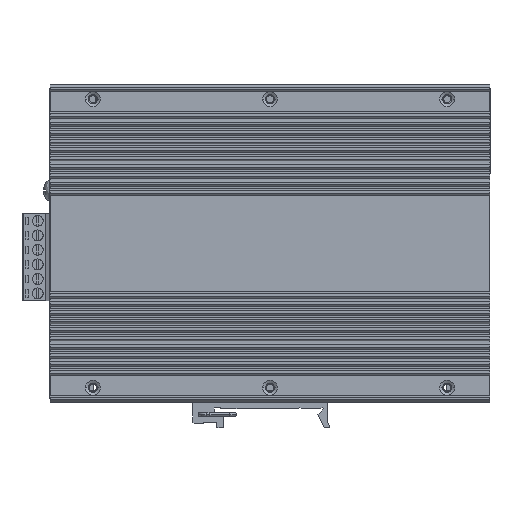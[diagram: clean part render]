
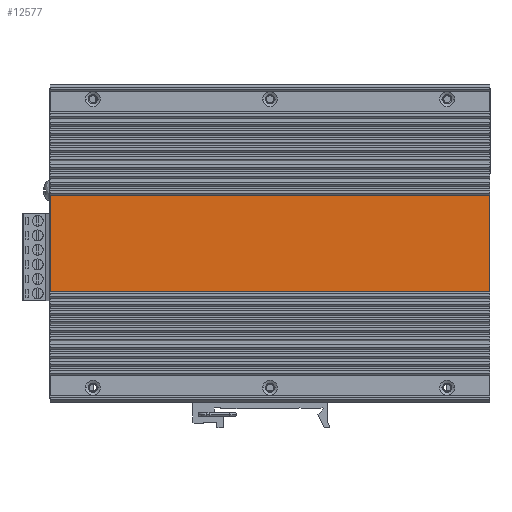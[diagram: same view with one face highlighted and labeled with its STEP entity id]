
A CAD part, left-side view. The second image highlights one B-rep face of the part: STEP entity #12577.
In plain terms, the highlighted planar face has unit normal (-1, 0, 0).
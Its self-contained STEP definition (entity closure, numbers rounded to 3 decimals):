
#1178 = VERTEX_POINT ( 'NONE', #35977 ) ;
#2099 = EDGE_CURVE ( 'NONE', #1178, #41228, #12155, .T. ) ;
#2419 = ORIENTED_EDGE ( 'NONE', *, *, #4632, .F. ) ;
#4529 = VECTOR ( 'NONE', #55997, 1000. ) ;
#4632 = EDGE_CURVE ( 'NONE', #12902, #48631, #38084, .T. ) ;
#5467 = EDGE_CURVE ( 'NONE', #1178, #12902, #10369, .T. ) ;
#8209 = CARTESIAN_POINT ( 'NONE',  ( -0.15, -16.879, 0. ) ) ;
#10369 = LINE ( 'NONE', #50191, #23231 ) ;
#12155 = LINE ( 'NONE', #8209, #4529 ) ;
#12577 = ADVANCED_FACE ( 'NONE', ( #39708 ), #22349, .F. ) ;
#12902 = VERTEX_POINT ( 'NONE', #49945 ) ;
#14400 = CARTESIAN_POINT ( 'NONE',  ( -0.15, -16.879, 154. ) ) ;
#14987 = DIRECTION ( 'NONE',  ( 0., 1., 0. ) ) ;
#19176 = DIRECTION ( 'NONE',  ( 0., 1., 0. ) ) ;
#22349 = PLANE ( 'NONE',  #53197 ) ;
#23231 = VECTOR ( 'NONE', #19176, 1000. ) ;
#24208 = EDGE_LOOP ( 'NONE', ( #2419, #31780, #37320, #52639 ) ) ;
#26041 = VECTOR ( 'NONE', #42629, 1000. ) ;
#29237 = CARTESIAN_POINT ( 'NONE',  ( -0.15, 16.879, 0. ) ) ;
#30046 = DIRECTION ( 'NONE',  ( 0., 1., 0. ) ) ;
#31780 = ORIENTED_EDGE ( 'NONE', *, *, #5467, .F. ) ;
#33185 = EDGE_CURVE ( 'NONE', #41228, #48631, #44597, .T. ) ;
#35977 = CARTESIAN_POINT ( 'NONE',  ( -0.15, -16.879, 0. ) ) ;
#37320 = ORIENTED_EDGE ( 'NONE', *, *, #2099, .T. ) ;
#38084 = LINE ( 'NONE', #29237, #26041 ) ;
#39708 = FACE_OUTER_BOUND ( 'NONE', #24208, .T. ) ;
#40896 = CARTESIAN_POINT ( 'NONE',  ( -0.15, 16.879, 154. ) ) ;
#41228 = VERTEX_POINT ( 'NONE', #14400 ) ;
#42629 = DIRECTION ( 'NONE',  ( 0., 0., 1. ) ) ;
#42855 = CARTESIAN_POINT ( 'NONE',  ( -0.15, 16.879, 0. ) ) ;
#44597 = LINE ( 'NONE', #40896, #45248 ) ;
#45248 = VECTOR ( 'NONE', #14987, 1000. ) ;
#48141 = CARTESIAN_POINT ( 'NONE',  ( -0.15, 16.879, 154. ) ) ;
#48631 = VERTEX_POINT ( 'NONE', #48141 ) ;
#49945 = CARTESIAN_POINT ( 'NONE',  ( -0.15, 16.879, 0. ) ) ;
#50191 = CARTESIAN_POINT ( 'NONE',  ( -0.15, 16.879, 0. ) ) ;
#52639 = ORIENTED_EDGE ( 'NONE', *, *, #33185, .T. ) ;
#53197 = AXIS2_PLACEMENT_3D ( 'NONE', #42855, #56265, #30046 ) ;
#55997 = DIRECTION ( 'NONE',  ( 0., 0., 1. ) ) ;
#56265 = DIRECTION ( 'NONE',  ( 1., 0., 0. ) ) ;
